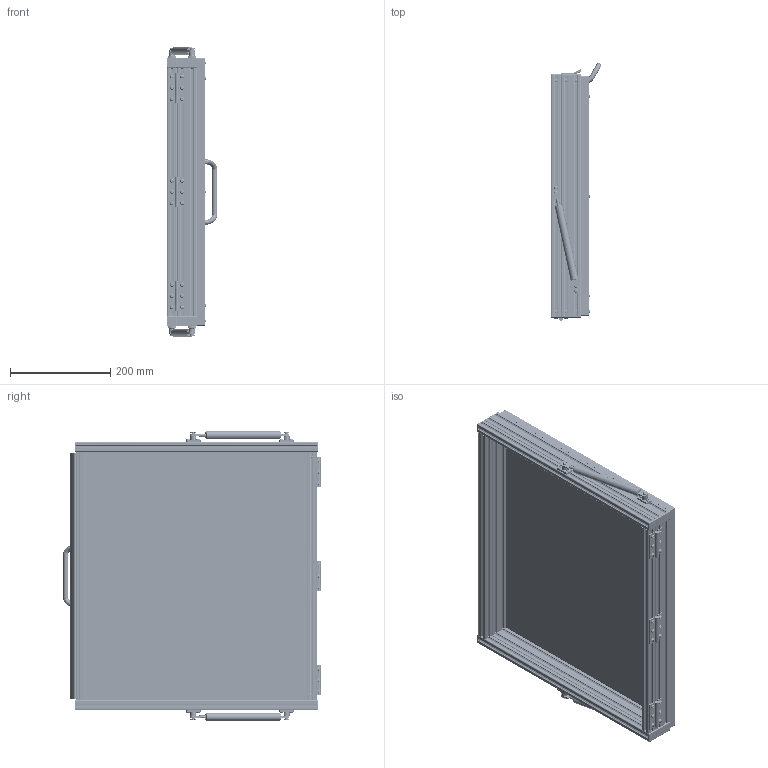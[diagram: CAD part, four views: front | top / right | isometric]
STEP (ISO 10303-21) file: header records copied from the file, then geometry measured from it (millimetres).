
FILE_DESCRIPTION (( 'STEP AP214' ), '1' );
FILE_NAME ('35476~0.STEP', '2018-12-17T14:29:01', ( '' ), ( '' ), 'SwSTEP 2.0', 'SolidWorks 2018', '' );
FILE_SCHEMA (( 'AUTOMOTIVE_DESIGN' ));
Length unit declared in the file: millimetre
Products named in the file (34): Stift_zu_Scharnier_13372~0; 35445~0; ISO7380~n_M04,0x020; 13372~1; 35444~0; 35339~0; 3376~0; 35151~0_S; 12849~0; 3381~0; DIN125~n_04,3 M04,0; 9289~0; 9289-1~0; 9523~0; ISO7380~n_M04,0x008; DIN6325~n_04,0m6x030; DIN912~n_M05,0x040; 35338~0; 2501~0; 2833~0_d 5; 2501_2~0; 35453~0; Scharnier~0_Teil1; Scharnier~0_Teil2; 25285~2; 8577~0; 35446~0; ISO7380~n_M04,0x010; 35454~1_S; 9289-2~0; 2501_1~0; 35476~0; 13373~0; 35451~0
Assembly tree (116 placements, depth 5):
  35476~0
    35444~0
      35451~0
      35446~0  x2
      35445~0
      35338~0  x2
      35339~0  x2
      35453~0
      12849~0  x3
        13372~1
          Scharnier~0_Teil1
          Scharnier~0_Teil2
          Stift_zu_Scharnier_13372~0
        DIN125~n_04,3 M04,0
        ISO7380~n_M04,0x008
        13373~0
      8577~0
      25285~2  x4
      2501~0  x2
        2501_1~0
        2501_2~0
      35151~0_S
      3376~0  x4
      9523~0  x4
      9289~0  x12
        9289-1~0
        9289-2~0
      3381~0  x8
      2833~0_d 5  x4
      DIN912~n_M05,0x040  x2
      ISO7380~n_M04,0x010  x8
    35454~1_S
    3381~0  x12
    ISO7380~n_M04,0x020  x12
    DIN6325~n_04,0m6x030  x2
Bounding box: 100 x 513.1 x 577.5 mm (x, y, z)
Volume: 5062611.6 mm3; surface area: 1655585.2 mm2
Topology: 163 solids, 163 shells, 6507 faces, 16821 edges, 10626 vertices
Faces by surface type: plane 3508, cylinder 2371, cone 220, bspline 204, torus 156, sphere 48
Entity records: 61753 total; most frequent: CARTESIAN_POINT 17752, ORIENTED_EDGE 8758, DIRECTION 8551, EDGE_CURVE 4379, AXIS2_PLACEMENT_3D 3051, VERTEX_POINT 2851, LINE 2449, VECTOR 2449
